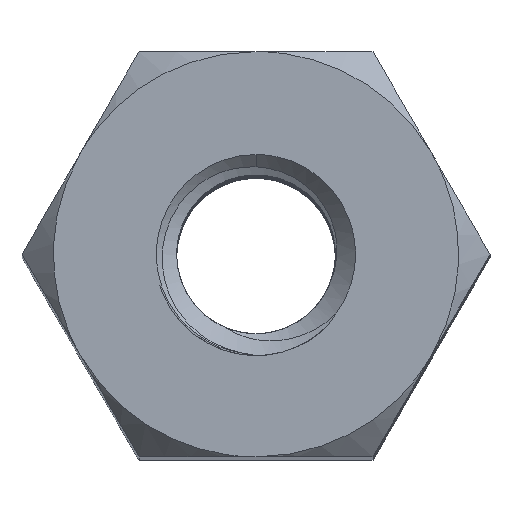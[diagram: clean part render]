
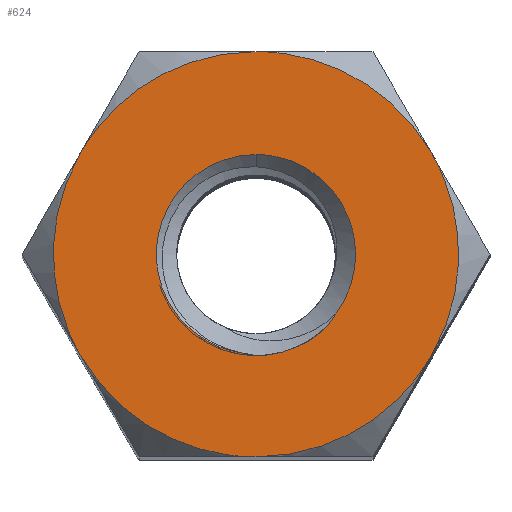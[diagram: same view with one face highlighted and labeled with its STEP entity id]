
A CAD part, top view. The second image highlights one B-rep face of the part: STEP entity #624.
In plain terms, the highlighted planar face has unit normal (0, 0, 1).
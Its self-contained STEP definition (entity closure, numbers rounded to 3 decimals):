
#12=FACE_BOUND('',#1018,.T.);
#22=(
BOUNDED_CURVE()
B_SPLINE_CURVE(2,(#12345,#12346,#12347,#12348,#12349),.UNSPECIFIED.,.F.,
 .F.)
B_SPLINE_CURVE_WITH_KNOTS((3,2,3),(-6.18,-4.713,
-3.246),.UNSPECIFIED.)
CURVE()
GEOMETRIC_REPRESENTATION_ITEM()
RATIONAL_B_SPLINE_CURVE((1.,0.735,1.,0.735,1.))
REPRESENTATION_ITEM('')
);
#24=(
BOUNDED_CURVE()
B_SPLINE_CURVE(2,(#12353,#12354,#12355),.UNSPECIFIED.,.F.,.F.)
B_SPLINE_CURVE_WITH_KNOTS((3,3),(0.,2.094),.UNSPECIFIED.)
CURVE()
GEOMETRIC_REPRESENTATION_ITEM()
RATIONAL_B_SPLINE_CURVE((1.,0.866,1.))
REPRESENTATION_ITEM('')
);
#25=(
BOUNDED_CURVE()
B_SPLINE_CURVE(2,(#12356,#12357,#12358),.UNSPECIFIED.,.F.,.F.)
B_SPLINE_CURVE_WITH_KNOTS((3,3),(0.,2.094),.UNSPECIFIED.)
CURVE()
GEOMETRIC_REPRESENTATION_ITEM()
RATIONAL_B_SPLINE_CURVE((1.,0.866,1.))
REPRESENTATION_ITEM('')
);
#26=(
BOUNDED_CURVE()
B_SPLINE_CURVE(2,(#12359,#12360,#12361),.UNSPECIFIED.,.F.,.F.)
B_SPLINE_CURVE_WITH_KNOTS((3,3),(0.,2.094),.UNSPECIFIED.)
CURVE()
GEOMETRIC_REPRESENTATION_ITEM()
RATIONAL_B_SPLINE_CURVE((1.,0.866,1.))
REPRESENTATION_ITEM('')
);
#27=(
BOUNDED_CURVE()
B_SPLINE_CURVE(2,(#12362,#12363,#12364),.UNSPECIFIED.,.F.,.F.)
B_SPLINE_CURVE_WITH_KNOTS((3,3),(0.,2.094),.UNSPECIFIED.)
CURVE()
GEOMETRIC_REPRESENTATION_ITEM()
RATIONAL_B_SPLINE_CURVE((1.,0.866,1.))
REPRESENTATION_ITEM('')
);
#28=(
BOUNDED_CURVE()
B_SPLINE_CURVE(2,(#12365,#12366,#12367),.UNSPECIFIED.,.F.,.F.)
B_SPLINE_CURVE_WITH_KNOTS((3,3),(0.,2.094),.UNSPECIFIED.)
CURVE()
GEOMETRIC_REPRESENTATION_ITEM()
RATIONAL_B_SPLINE_CURVE((1.,0.866,1.))
REPRESENTATION_ITEM('')
);
#29=(
BOUNDED_CURVE()
B_SPLINE_CURVE(2,(#12368,#12369,#12370),.UNSPECIFIED.,.F.,.F.)
B_SPLINE_CURVE_WITH_KNOTS((3,3),(0.,2.094),.UNSPECIFIED.)
CURVE()
GEOMETRIC_REPRESENTATION_ITEM()
RATIONAL_B_SPLINE_CURVE((1.,0.866,1.))
REPRESENTATION_ITEM('')
);
#254=(
BOUNDED_CURVE()
B_SPLINE_CURVE(2,(#14735,#14736,#14737),.UNSPECIFIED.,.F.,.F.)
B_SPLINE_CURVE_WITH_KNOTS((3,3),(2.365,3.142),
 .UNSPECIFIED.)
CURVE()
GEOMETRIC_REPRESENTATION_ITEM()
RATIONAL_B_SPLINE_CURVE((1.,0.926,1.))
REPRESENTATION_ITEM('')
);
#360=(
BOUNDED_CURVE()
B_SPLINE_CURVE(2,(#15949,#15950,#15951,#15952,#15953),.UNSPECIFIED.,.F.,
 .F.)
B_SPLINE_CURVE_WITH_KNOTS((3,2,3),(-2.178,-1.089,
0.),.UNSPECIFIED.)
CURVE()
GEOMETRIC_REPRESENTATION_ITEM()
RATIONAL_B_SPLINE_CURVE((1.,0.851,1.,0.851,1.))
REPRESENTATION_ITEM('')
);
#624=ADVANCED_FACE('',(#820,#12),#3519,.T.);
#820=FACE_OUTER_BOUND('',#1017,.T.);
#1017=EDGE_LOOP('',(#1265,#1266,#1267,#1268,#1269,#1270));
#1018=EDGE_LOOP('',(#1271,#1272,#1273,#1274,#1275));
#1265=ORIENTED_EDGE('',*,*,#2393,.T.);
#1266=ORIENTED_EDGE('',*,*,#2394,.T.);
#1267=ORIENTED_EDGE('',*,*,#2395,.T.);
#1268=ORIENTED_EDGE('',*,*,#2396,.T.);
#1269=ORIENTED_EDGE('',*,*,#2397,.T.);
#1270=ORIENTED_EDGE('',*,*,#2392,.T.);
#1271=ORIENTED_EDGE('',*,*,#2741,.T.);
#1272=ORIENTED_EDGE('',*,*,#2742,.T.);
#1273=ORIENTED_EDGE('',*,*,#2390,.F.);
#1274=ORIENTED_EDGE('',*,*,#2860,.F.);
#1275=ORIENTED_EDGE('',*,*,#2743,.T.);
#2390=EDGE_CURVE('',#3163,#3391,#22,.T.);
#2392=EDGE_CURVE('',#3161,#3151,#24,.T.);
#2393=EDGE_CURVE('',#3151,#3154,#25,.T.);
#2394=EDGE_CURVE('',#3154,#3156,#26,.T.);
#2395=EDGE_CURVE('',#3156,#3158,#27,.T.);
#2396=EDGE_CURVE('',#3158,#3160,#28,.T.);
#2397=EDGE_CURVE('',#3160,#3161,#29,.T.);
#2741=EDGE_CURVE('',#3394,#3395,#254,.T.);
#2742=EDGE_CURVE('',#3395,#3391,#3085,.T.);
#2743=EDGE_CURVE('',#3393,#3394,#3086,.T.);
#2860=EDGE_CURVE('',#3393,#3163,#360,.T.);
#3085=B_SPLINE_CURVE_WITH_KNOTS('',3,(#14738,#14739,#14740,#14741),
 .UNSPECIFIED.,.F.,.F.,(4,4),(0.,0.163),.UNSPECIFIED.);
#3086=B_SPLINE_CURVE_WITH_KNOTS('',3,(#14742,#14743,#14744,#14745),
 .UNSPECIFIED.,.F.,.F.,(4,4),(2.011,2.163),
 .UNSPECIFIED.);
#3151=VERTEX_POINT('',#11795);
#3154=VERTEX_POINT('',#11798);
#3156=VERTEX_POINT('',#11800);
#3158=VERTEX_POINT('',#11802);
#3160=VERTEX_POINT('',#11804);
#3161=VERTEX_POINT('',#11805);
#3163=VERTEX_POINT('',#11807);
#3391=VERTEX_POINT('',#12035);
#3393=VERTEX_POINT('',#12037);
#3394=VERTEX_POINT('',#12038);
#3395=VERTEX_POINT('',#12039);
#3519=PLANE('',#3548);
#3548=AXIS2_PLACEMENT_3D('',#8809,#3560,$);
#3560=DIRECTION('',(0.,0.,1.));
#8809=CARTESIAN_POINT('',(-2.783,-2.412,20.));
#11795=CARTESIAN_POINT('',(0.,2.,20.));
#11798=CARTESIAN_POINT('',(-1.732,1.,20.));
#11800=CARTESIAN_POINT('',(-1.732,-1.,20.));
#11802=CARTESIAN_POINT('',(0.,-2.,20.));
#11804=CARTESIAN_POINT('',(1.732,-1.,20.));
#11805=CARTESIAN_POINT('',(1.732,1.,20.));
#11807=CARTESIAN_POINT('',(0.,0.984,20.));
#12035=CARTESIAN_POINT('',(-0.155,-0.971,20.));
#12037=CARTESIAN_POINT('',(0.787,-0.59,20.));
#12038=CARTESIAN_POINT('',(0.701,-0.714,20.));
#12039=CARTESIAN_POINT('',(0.,-1.,20.));
#12345=CARTESIAN_POINT('',(0.,0.983,20.));
#12346=CARTESIAN_POINT('',(-0.909,0.983,20.));
#12347=CARTESIAN_POINT('',(-0.98,0.078,20.));
#12348=CARTESIAN_POINT('',(-1.052,-0.828,20.));
#12349=CARTESIAN_POINT('',(-0.155,-0.971,20.));
#12353=CARTESIAN_POINT('',(1.732,1.,20.));
#12354=CARTESIAN_POINT('',(1.155,2.,20.));
#12355=CARTESIAN_POINT('',(0.,2.,20.));
#12356=CARTESIAN_POINT('',(0.,2.,20.));
#12357=CARTESIAN_POINT('',(-1.155,2.,20.));
#12358=CARTESIAN_POINT('',(-1.732,1.,20.));
#12359=CARTESIAN_POINT('',(-1.732,1.,20.));
#12360=CARTESIAN_POINT('',(-2.309,0.,20.));
#12361=CARTESIAN_POINT('',(-1.732,-1.,20.));
#12362=CARTESIAN_POINT('',(-1.732,-1.,20.));
#12363=CARTESIAN_POINT('',(-1.155,-2.,20.));
#12364=CARTESIAN_POINT('',(0.,-2.,20.));
#12365=CARTESIAN_POINT('',(0.,-2.,20.));
#12366=CARTESIAN_POINT('',(1.155,-2.,20.));
#12367=CARTESIAN_POINT('',(1.732,-1.,20.));
#12368=CARTESIAN_POINT('',(1.732,-1.,20.));
#12369=CARTESIAN_POINT('',(2.309,0.,20.));
#12370=CARTESIAN_POINT('',(1.732,1.,20.));
#14735=CARTESIAN_POINT('',(0.701,-0.714,20.));
#14736=CARTESIAN_POINT('',(0.409,-1.,20.));
#14737=CARTESIAN_POINT('',(0.,-1.,20.));
#14738=CARTESIAN_POINT('',(0.,-1.,20.));
#14739=CARTESIAN_POINT('',(-0.053,-0.995,20.));
#14740=CARTESIAN_POINT('',(-0.105,-0.985,20.));
#14741=CARTESIAN_POINT('',(-0.155,-0.971,20.));
#14742=CARTESIAN_POINT('',(0.787,-0.59,20.));
#14743=CARTESIAN_POINT('',(0.761,-0.633,20.));
#14744=CARTESIAN_POINT('',(0.732,-0.674,20.));
#14745=CARTESIAN_POINT('',(0.701,-0.714,20.));
#15949=CARTESIAN_POINT('',(0.787,-0.59,20.));
#15950=CARTESIAN_POINT('',(1.151,-0.104,20.));
#15951=CARTESIAN_POINT('',(0.88,0.44,20.));
#15952=CARTESIAN_POINT('',(0.608,0.984,20.));
#15953=CARTESIAN_POINT('',(0.,0.984,20.));
